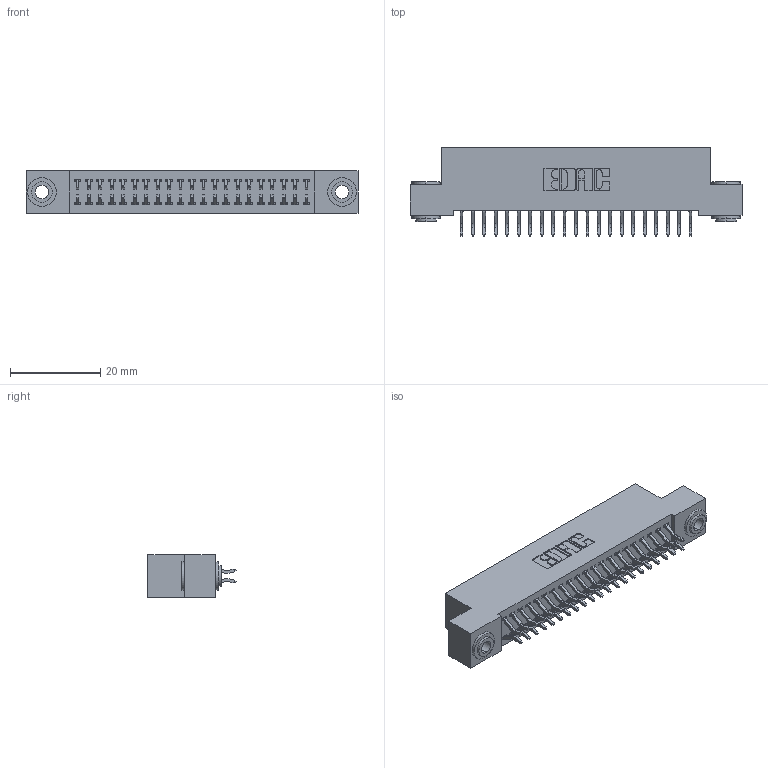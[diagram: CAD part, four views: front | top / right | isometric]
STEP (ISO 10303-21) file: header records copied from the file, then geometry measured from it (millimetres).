
FILE_DESCRIPTION (( 'STEP AP203' ), '1' );
FILE_NAME ('342-042-556-203.STEP', '2019-10-02T18:12:04', ( '' ), ( '' ), 'SwSTEP 2.0', 'SolidWorks 2016', '' );
FILE_SCHEMA (( 'CONFIG_CONTROL_DESIGN' ));
Length unit declared in the file: inch
Products named in the file (4): 342 Part_.156 TH; 345-292-001_556 Tail; 342-250-002_345-250-002-102; 342-042-556-203
Assembly tree (45 placements, depth 2):
  342-042-556-203
    342 Part_.156 TH
    345-292-001_556 Tail  x42
    342-250-002_345-250-002-102  x2
Bounding box: 73.66 x 19.58 x 9.4 mm (x, y, z)
Volume: 6540.7 mm3; surface area: 10302.5 mm2
Topology: 45 solids, 45 shells, 2584 faces, 7641 edges, 5034 vertices
Faces by surface type: plane 1756, cylinder 820, cone 8
Entity records: 16964 total; most frequent: CARTESIAN_POINT 2825, ORIENTED_EDGE 2742, DIRECTION 2473, EDGE_CURVE 1371, VECTOR 1211, LINE 1211, VERTEX_POINT 910, AXIS2_PLACEMENT_3D 631
